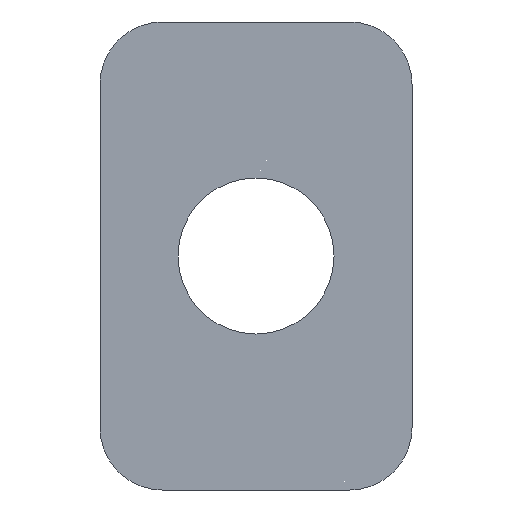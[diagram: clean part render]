
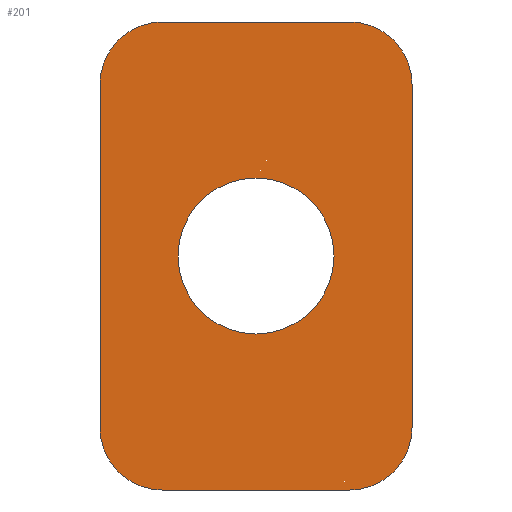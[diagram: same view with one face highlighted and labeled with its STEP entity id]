
A CAD part, front view. The second image highlights one B-rep face of the part: STEP entity #201.
In plain terms, the highlighted planar face has unit normal (0, -1, 0).
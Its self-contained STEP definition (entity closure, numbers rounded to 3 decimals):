
#17=FACE_BOUND($,#32,.T.);
#20=FACE_OUTER_BOUND($,#31,.T.);
#31=EDGE_LOOP($,(#131,#132,#133,#134,#135,#136,#137,#138));
#32=EDGE_LOOP($,(#139));
#45=LINE($,#302,#61);
#46=LINE($,#306,#62);
#47=LINE($,#310,#63);
#48=LINE($,#313,#64);
#61=VECTOR($,#242,6.);
#62=VECTOR($,#245,11.);
#63=VECTOR($,#248,6.);
#64=VECTOR($,#251,11.);
#77=CIRCLE($,#216,2.);
#78=CIRCLE($,#217,2.);
#79=CIRCLE($,#218,2.);
#80=CIRCLE($,#219,2.);
#81=CIRCLE($,#220,2.5);
#87=VERTEX_POINT($,#298);
#88=VERTEX_POINT($,#299);
#89=VERTEX_POINT($,#301);
#90=VERTEX_POINT($,#303);
#91=VERTEX_POINT($,#305);
#92=VERTEX_POINT($,#307);
#93=VERTEX_POINT($,#309);
#94=VERTEX_POINT($,#311);
#95=VERTEX_POINT($,#314);
#105=EDGE_CURVE($,#87,#88,#77,.T.);
#106=EDGE_CURVE($,#89,#88,#45,.T.);
#107=EDGE_CURVE($,#89,#90,#78,.T.);
#108=EDGE_CURVE($,#91,#90,#46,.T.);
#109=EDGE_CURVE($,#91,#92,#79,.T.);
#110=EDGE_CURVE($,#93,#92,#47,.T.);
#111=EDGE_CURVE($,#93,#94,#80,.T.);
#112=EDGE_CURVE($,#87,#94,#48,.T.);
#113=EDGE_CURVE($,#95,#95,#81,.T.);
#131=ORIENTED_EDGE($,*,*,#105,.T.);
#132=ORIENTED_EDGE($,*,*,#106,.F.);
#133=ORIENTED_EDGE($,*,*,#107,.T.);
#134=ORIENTED_EDGE($,*,*,#108,.F.);
#135=ORIENTED_EDGE($,*,*,#109,.T.);
#136=ORIENTED_EDGE($,*,*,#110,.F.);
#137=ORIENTED_EDGE($,*,*,#111,.T.);
#138=ORIENTED_EDGE($,*,*,#112,.F.);
#139=ORIENTED_EDGE($,*,*,#113,.F.);
#183=PLANE($,#215);
#201=ADVANCED_FACE($,(#20,#17),#183,.F.);
#215=AXIS2_PLACEMENT_3D($,#297,#238,#239);
#216=AXIS2_PLACEMENT_3D($,#300,#240,#241);
#217=AXIS2_PLACEMENT_3D($,#304,#243,#244);
#218=AXIS2_PLACEMENT_3D($,#308,#246,#247);
#219=AXIS2_PLACEMENT_3D($,#312,#249,#250);
#220=AXIS2_PLACEMENT_3D($,#315,#252,#253);
#238=DIRECTION('center_axis',(0.,1.,0.));
#239=DIRECTION('ref_axis',(0.,0.,1.));
#240=DIRECTION('center_axis',(0.,-1.,0.));
#241=DIRECTION('ref_axis',(-1.,0.,0.));
#242=DIRECTION($,(-1.,0.,0.));
#243=DIRECTION('center_axis',(0.,-1.,0.));
#244=DIRECTION('ref_axis',(0.,0.,-1.));
#245=DIRECTION($,(0.,0.,-1.));
#246=DIRECTION('center_axis',(0.,-1.,0.));
#247=DIRECTION('ref_axis',(1.,0.,0.));
#248=DIRECTION($,(1.,0.,0.));
#249=DIRECTION('center_axis',(0.,-1.,0.));
#250=DIRECTION('ref_axis',(0.,0.,1.));
#251=DIRECTION($,(0.,0.,1.));
#252=DIRECTION('center_axis',(0.,-1.,0.));
#253=DIRECTION('ref_axis',(1.,0.,0.));
#297=CARTESIAN_POINT('Origin',(0.,0.,0.));
#298=CARTESIAN_POINT('',(-5.,0.,-5.5));
#299=CARTESIAN_POINT('',(-3.,0.,-7.5));
#300=CARTESIAN_POINT('Origin',(-3.,0.,-5.5));
#301=CARTESIAN_POINT('',(3.,0.,-7.5));
#302=CARTESIAN_POINT($,(3.,0.,-7.5));
#303=CARTESIAN_POINT('',(5.,0.,-5.5));
#304=CARTESIAN_POINT('Origin',(3.,0.,-5.5));
#305=CARTESIAN_POINT('',(5.,0.,5.5));
#306=CARTESIAN_POINT($,(5.,0.,5.5));
#307=CARTESIAN_POINT('',(3.,0.,7.5));
#308=CARTESIAN_POINT('Origin',(3.,0.,5.5));
#309=CARTESIAN_POINT('',(-3.,0.,7.5));
#310=CARTESIAN_POINT($,(-3.,0.,7.5));
#311=CARTESIAN_POINT('',(-5.,0.,5.5));
#312=CARTESIAN_POINT('Origin',(-3.,0.,5.5));
#313=CARTESIAN_POINT($,(-5.,0.,-5.5));
#314=CARTESIAN_POINT('',(2.5,0.,0.));
#315=CARTESIAN_POINT('Origin',(0.,0.,0.));
